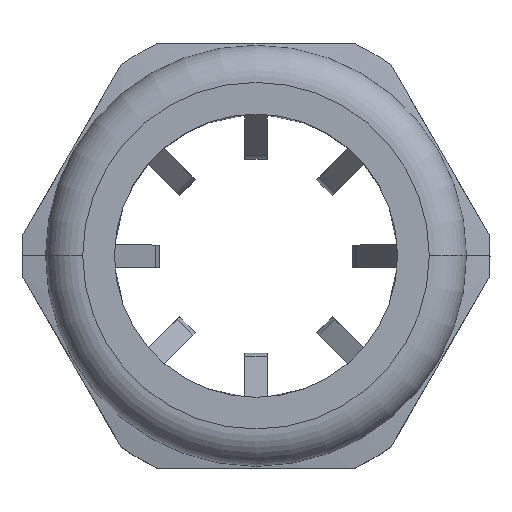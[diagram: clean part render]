
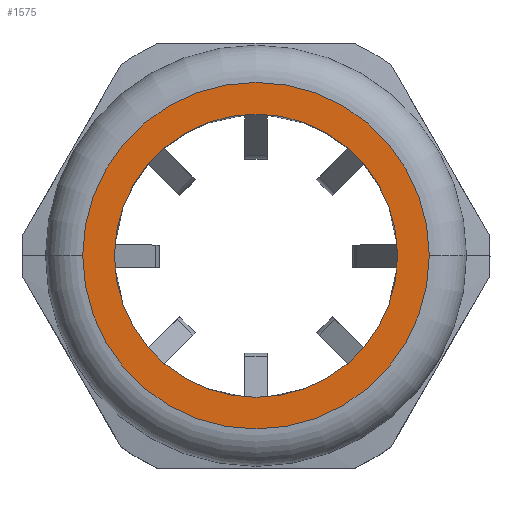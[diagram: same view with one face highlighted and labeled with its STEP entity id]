
A CAD part, top view. The second image highlights one B-rep face of the part: STEP entity #1575.
In plain terms, the highlighted planar face has unit normal (0, 0, 1).
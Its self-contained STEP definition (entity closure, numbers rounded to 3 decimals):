
#157 = AXIS2_PLACEMENT_3D ( 'NONE', #711, #710, #709 ) ;
#167 = AXIS2_PLACEMENT_3D ( 'NONE', #740, #736, #735 ) ;
#265 = DIRECTION ( 'NONE',  ( 1., 0., 0. ) ) ;
#266 = DIRECTION ( 'NONE',  ( 0., 0., 1. ) ) ;
#267 = CARTESIAN_POINT ( 'NONE',  ( 0., 0., 44. ) ) ;
#268 = PLANE ( 'NONE',  #2065 ) ;
#709 = DIRECTION ( 'NONE',  ( 1., 0., 0. ) ) ;
#710 = DIRECTION ( 'NONE',  ( 0., 0., 1. ) ) ;
#711 = CARTESIAN_POINT ( 'NONE',  ( 0., 0., 44. ) ) ;
#735 = DIRECTION ( 'NONE',  ( 1., 0., 0. ) ) ;
#736 = DIRECTION ( 'NONE',  ( 0., 0., 1. ) ) ;
#740 = CARTESIAN_POINT ( 'NONE',  ( 0., 0., 44. ) ) ;
#833 = ORIENTED_EDGE ( 'NONE', *, *, #1450, .T. ) ;
#834 = ORIENTED_EDGE ( 'NONE', *, *, #1608, .F. ) ;
#836 = ORIENTED_EDGE ( 'NONE', *, *, #1442, .F. ) ;
#837 = ORIENTED_EDGE ( 'NONE', *, *, #1609, .T. ) ;
#1299 = CIRCLE ( 'NONE', #1987, 23.25 ) ;
#1300 = CIRCLE ( 'NONE', #1989, 19. ) ;
#1372 = CIRCLE ( 'NONE', #157, 23.25 ) ;
#1375 = CIRCLE ( 'NONE', #167, 19. ) ;
#1442 = EDGE_CURVE ( 'NONE', #2415, #2416, #1375, .T. ) ;
#1450 = EDGE_CURVE ( 'NONE', #2424, #2423, #1372, .T. ) ;
#1575 = ADVANCED_FACE ( 'NONE', ( #1968, #2067 ), #268, .T. ) ;
#1608 = EDGE_CURVE ( 'NONE', #2416, #2415, #1300, .T. ) ;
#1609 = EDGE_CURVE ( 'NONE', #2423, #2424, #1299, .T. ) ;
#1968 = FACE_BOUND ( 'NONE', #2827, .T. ) ;
#1987 = AXIS2_PLACEMENT_3D ( 'NONE', #3398, #3397, #3396 ) ;
#1989 = AXIS2_PLACEMENT_3D ( 'NONE', #3401, #3400, #3399 ) ;
#2065 = AXIS2_PLACEMENT_3D ( 'NONE', #267, #266, #265 ) ;
#2067 = FACE_OUTER_BOUND ( 'NONE', #2828, .T. ) ;
#2415 = VERTEX_POINT ( 'NONE', #3032 ) ;
#2416 = VERTEX_POINT ( 'NONE', #3031 ) ;
#2423 = VERTEX_POINT ( 'NONE', #3024 ) ;
#2424 = VERTEX_POINT ( 'NONE', #3023 ) ;
#2827 = EDGE_LOOP ( 'NONE', ( #834, #836 ) ) ;
#2828 = EDGE_LOOP ( 'NONE', ( #833, #837 ) ) ;
#3023 = CARTESIAN_POINT ( 'NONE',  ( 23.25, 0., 44. ) ) ;
#3024 = CARTESIAN_POINT ( 'NONE',  ( -23.25, 0., 44. ) ) ;
#3031 = CARTESIAN_POINT ( 'NONE',  ( 19., 0., 44. ) ) ;
#3032 = CARTESIAN_POINT ( 'NONE',  ( -19., 0., 44. ) ) ;
#3396 = DIRECTION ( 'NONE',  ( 1., 0., 0. ) ) ;
#3397 = DIRECTION ( 'NONE',  ( 0., 0., 1. ) ) ;
#3398 = CARTESIAN_POINT ( 'NONE',  ( 0., 0., 44. ) ) ;
#3399 = DIRECTION ( 'NONE',  ( 1., 0., 0. ) ) ;
#3400 = DIRECTION ( 'NONE',  ( 0., 0., 1. ) ) ;
#3401 = CARTESIAN_POINT ( 'NONE',  ( 0., 0., 44. ) ) ;
